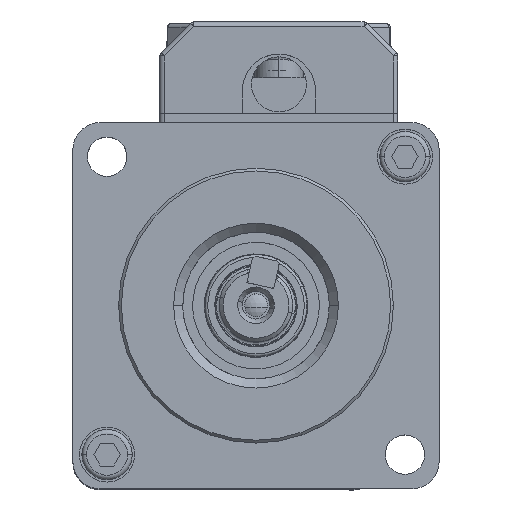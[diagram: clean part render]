
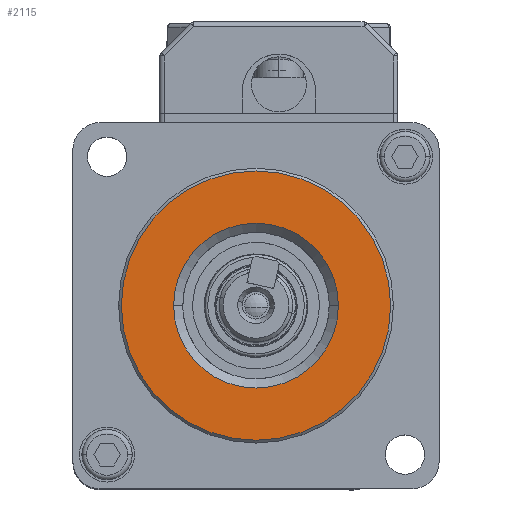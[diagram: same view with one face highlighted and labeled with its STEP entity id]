
A CAD part, top view. The second image highlights one B-rep face of the part: STEP entity #2115.
In plain terms, the highlighted planar face has unit normal (0, 0, 1).
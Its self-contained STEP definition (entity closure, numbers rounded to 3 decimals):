
#133 = ORIENTED_EDGE ( 'NONE', *, *, #18275, .T. ) ;
#618 = EDGE_CURVE ( 'NONE', #13634, #14298, #22710, .T. ) ;
#2115 = ADVANCED_FACE ( 'NONE', ( #7671, #2622 ), #8713, .F. ) ;
#2525 = DIRECTION ( 'NONE',  ( 0., 0., -1. ) ) ;
#2613 = DIRECTION ( 'NONE',  ( -1., 0., 0. ) ) ;
#2622 = FACE_BOUND ( 'NONE', #21072, .T. ) ;
#4005 = CARTESIAN_POINT ( 'NONE',  ( -9., 0., 9. ) ) ;
#4391 = DIRECTION ( 'NONE',  ( -1., 0., 0. ) ) ;
#4427 = DIRECTION ( 'NONE',  ( 0., 0., -1. ) ) ;
#4452 = CARTESIAN_POINT ( 'NONE',  ( 0., 0., 9. ) ) ;
#5700 = CARTESIAN_POINT ( 'NONE',  ( -14.7, 0., 9. ) ) ;
#5879 = CIRCLE ( 'NONE', #13176, 9. ) ;
#6657 = EDGE_CURVE ( 'NONE', #25964, #15584, #11882, .T. ) ;
#7671 = FACE_OUTER_BOUND ( 'NONE', #19520, .T. ) ;
#8713 = PLANE ( 'NONE',  #16221 ) ;
#9872 = CARTESIAN_POINT ( 'NONE',  ( 0., 0., 9. ) ) ;
#9943 = DIRECTION ( 'NONE',  ( -1., 0., 0. ) ) ;
#9965 = DIRECTION ( 'NONE',  ( 0., 0., 1. ) ) ;
#10095 = ORIENTED_EDGE ( 'NONE', *, *, #21815, .T. ) ;
#11016 = AXIS2_PLACEMENT_3D ( 'NONE', #4452, #4427, #4391 ) ;
#11882 = CIRCLE ( 'NONE', #11016, 9. ) ;
#12622 = DIRECTION ( 'NONE',  ( 0., 0., 1. ) ) ;
#12671 = DIRECTION ( 'NONE',  ( 0., 0., -1. ) ) ;
#12847 = CARTESIAN_POINT ( 'NONE',  ( 0., 0., 9. ) ) ;
#13176 = AXIS2_PLACEMENT_3D ( 'NONE', #25316, #12671, #27415 ) ;
#13316 = CIRCLE ( 'NONE', #21898, 14.7 ) ;
#13634 = VERTEX_POINT ( 'NONE', #24326 ) ;
#14298 = VERTEX_POINT ( 'NONE', #5700 ) ;
#15584 = VERTEX_POINT ( 'NONE', #4005 ) ;
#16221 = AXIS2_PLACEMENT_3D ( 'NONE', #12847, #2525, #2613 ) ;
#16340 = AXIS2_PLACEMENT_3D ( 'NONE', #9872, #9965, #9943 ) ;
#18275 = EDGE_CURVE ( 'NONE', #15584, #25964, #5879, .T. ) ;
#19520 = EDGE_LOOP ( 'NONE', ( #10095, #21870 ) ) ;
#19711 = CARTESIAN_POINT ( 'NONE',  ( 9., 0., 9. ) ) ;
#21072 = EDGE_LOOP ( 'NONE', ( #22673, #133 ) ) ;
#21815 = EDGE_CURVE ( 'NONE', #14298, #13634, #13316, .T. ) ;
#21870 = ORIENTED_EDGE ( 'NONE', *, *, #618, .T. ) ;
#21898 = AXIS2_PLACEMENT_3D ( 'NONE', #25264, #12622, #27374 ) ;
#22673 = ORIENTED_EDGE ( 'NONE', *, *, #6657, .T. ) ;
#22710 = CIRCLE ( 'NONE', #16340, 14.7 ) ;
#24326 = CARTESIAN_POINT ( 'NONE',  ( 14.7, 0., 9. ) ) ;
#25264 = CARTESIAN_POINT ( 'NONE',  ( 0., 0., 9. ) ) ;
#25316 = CARTESIAN_POINT ( 'NONE',  ( 0., 0., 9. ) ) ;
#25964 = VERTEX_POINT ( 'NONE', #19711 ) ;
#27374 = DIRECTION ( 'NONE',  ( -1., 0., 0. ) ) ;
#27415 = DIRECTION ( 'NONE',  ( -1., 0., 0. ) ) ;
